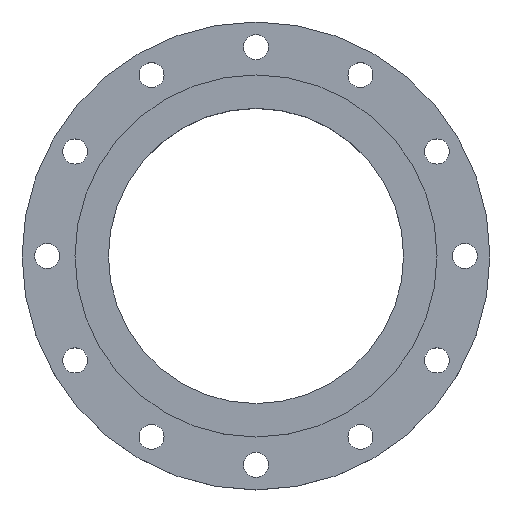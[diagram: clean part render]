
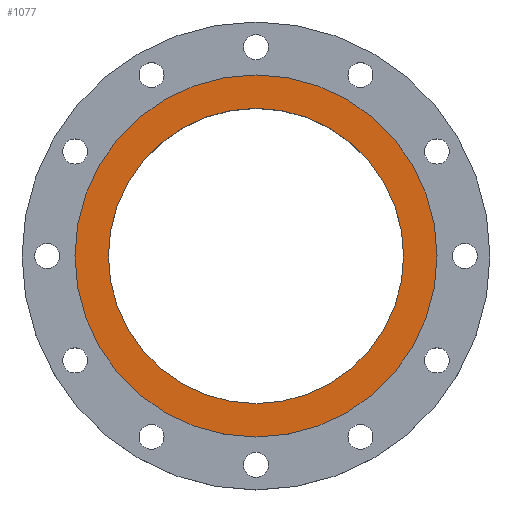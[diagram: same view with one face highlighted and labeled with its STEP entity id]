
A CAD part, top view. The second image highlights one B-rep face of the part: STEP entity #1077.
In plain terms, the highlighted planar face has unit normal (0, 0, 1).
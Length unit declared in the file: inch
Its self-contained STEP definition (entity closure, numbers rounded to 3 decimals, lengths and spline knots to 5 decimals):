
#23 = ORIENTED_EDGE ( 'NONE', *, *, #252, .F. ) ;
#47 = ORIENTED_EDGE ( 'NONE', *, *, #455, .T. ) ;
#67 = DIRECTION ( 'NONE',  ( 0., 0., 1. ) ) ;
#117 = CARTESIAN_POINT ( 'NONE',  ( 0., 6.625, 0. ) ) ;
#130 = CIRCLE ( 'NONE', #672, 8.125 ) ;
#179 = FACE_BOUND ( 'NONE', #1299, .T. ) ;
#252 = EDGE_CURVE ( 'NONE', #440, #800, #1109, .T. ) ;
#321 = CARTESIAN_POINT ( 'NONE',  ( 6.625, 0., 0. ) ) ;
#329 = DIRECTION ( 'NONE',  ( 1., 0., 0. ) ) ;
#332 = CARTESIAN_POINT ( 'NONE',  ( 8.125, 0., 0. ) ) ;
#340 = AXIS2_PLACEMENT_3D ( 'NONE', #1076, #67, #860 ) ;
#358 = EDGE_CURVE ( 'NONE', #1031, #1399, #130, .T. ) ;
#401 = CARTESIAN_POINT ( 'NONE',  ( -8.125, 0., 0. ) ) ;
#411 = CARTESIAN_POINT ( 'NONE',  ( 0., 0., 0. ) ) ;
#440 = VERTEX_POINT ( 'NONE', #321 ) ;
#455 = EDGE_CURVE ( 'NONE', #1399, #1031, #1179, .T. ) ;
#460 = CARTESIAN_POINT ( 'NONE',  ( 0., 0., 0. ) ) ;
#474 = DIRECTION ( 'NONE',  ( 0., 0., 1. ) ) ;
#497 = EDGE_CURVE ( 'NONE', #800, #440, #972, .T. ) ;
#545 = DIRECTION ( 'NONE',  ( -1., 0., 0. ) ) ;
#594 = CARTESIAN_POINT ( 'NONE',  ( 0., 0., 0. ) ) ;
#622 = FACE_OUTER_BOUND ( 'NONE', #1213, .T. ) ;
#662 = PLANE ( 'NONE',  #1281 ) ;
#672 = AXIS2_PLACEMENT_3D ( 'NONE', #594, #474, #1254 ) ;
#716 = AXIS2_PLACEMENT_3D ( 'NONE', #411, #865, #329 ) ;
#800 = VERTEX_POINT ( 'NONE', #941 ) ;
#860 = DIRECTION ( 'NONE',  ( 1., 0., 0. ) ) ;
#865 = DIRECTION ( 'NONE',  ( 0., 0., 1. ) ) ;
#876 = ORIENTED_EDGE ( 'NONE', *, *, #497, .F. ) ;
#941 = CARTESIAN_POINT ( 'NONE',  ( -6.625, 0., 0. ) ) ;
#953 = ORIENTED_EDGE ( 'NONE', *, *, #358, .T. ) ;
#972 = CIRCLE ( 'NONE', #340, 6.625 ) ;
#1021 = AXIS2_PLACEMENT_3D ( 'NONE', #460, #1450, #1359 ) ;
#1031 = VERTEX_POINT ( 'NONE', #401 ) ;
#1076 = CARTESIAN_POINT ( 'NONE',  ( 0., 0., 0. ) ) ;
#1077 = ADVANCED_FACE ( 'NONE', ( #179, #622 ), #662, .F. ) ;
#1102 = DIRECTION ( 'NONE',  ( 0., 0., -1. ) ) ;
#1109 = CIRCLE ( 'NONE', #1021, 6.625 ) ;
#1179 = CIRCLE ( 'NONE', #716, 8.125 ) ;
#1213 = EDGE_LOOP ( 'NONE', ( #47, #953 ) ) ;
#1254 = DIRECTION ( 'NONE',  ( 1., 0., 0. ) ) ;
#1281 = AXIS2_PLACEMENT_3D ( 'NONE', #117, #1102, #545 ) ;
#1299 = EDGE_LOOP ( 'NONE', ( #23, #876 ) ) ;
#1359 = DIRECTION ( 'NONE',  ( 1., 0., 0. ) ) ;
#1399 = VERTEX_POINT ( 'NONE', #332 ) ;
#1450 = DIRECTION ( 'NONE',  ( 0., 0., 1. ) ) ;
